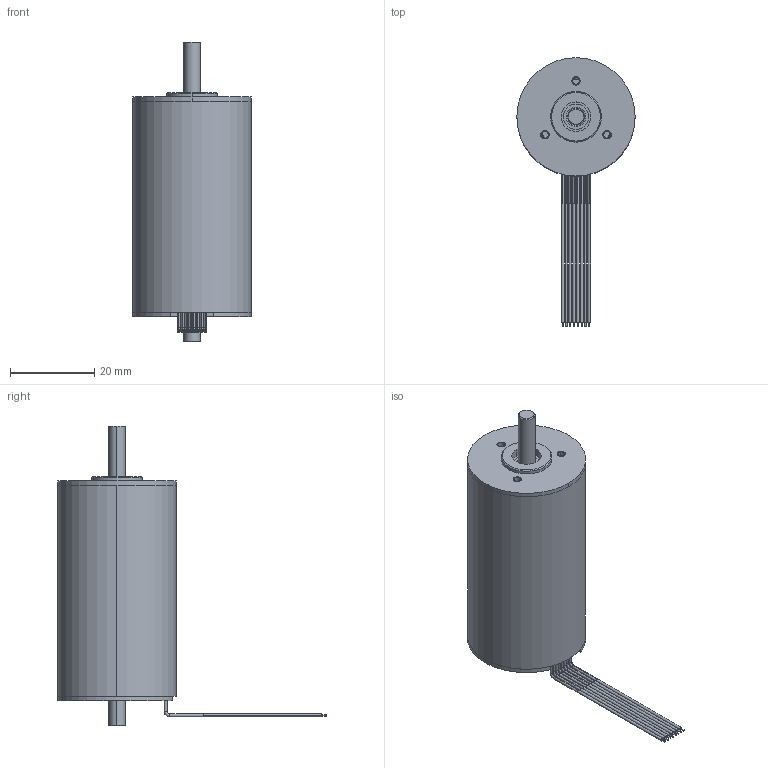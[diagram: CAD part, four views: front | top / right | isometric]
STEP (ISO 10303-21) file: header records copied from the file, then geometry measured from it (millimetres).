
FILE_DESCRIPTION((''),'2;1');
FILE_NAME('28ZWWC52-1_0_0-00WX_ASM','2023-06-13T',('lt2214'),(''),'CREO PARAMETRIC BY PTC INC, 2018220','CREO PARAMETRIC BY PTC INC, 2018220','');
FILE_SCHEMA(('CONFIG_CONTROL_DESIGN'));
Length unit declared in the file: millimetre
Products named in the file (19): 28ZWWC52-1_2_0-01; 28ZWWC52-1_2_0-03; 28ZWWC52-1_2_0-04; 28ZWWC52-1_2_0-00_ASM; 28ZWWC52-1_1_0-02; 28ZWWC52-1_1_1-01; 28ZWWC52-1_1_0-01_ASM; 28ZWWC52-1_1_0-03; 28ZWWC52-1_1_0-00_ASM; 28ZWWC52-1_0_0-04; 28ZWWC52-1_0_0-01; 28ZWWC52-1_0_0-02; 28ZWWC52-1_0_0-03; MR104BZZ; 28ZWWC52-1_3_0-01; 28ZWWC52-1_3_0-02_AF1; 28ZWWC52-1_3_0-00_AF0_ASM; 28ZWWC52-1_0_0-14_AF0; 28ZWWC52-1_0_0-00WX_ASM
Assembly tree (194 placements, depth 4):
  28ZWWC52-1_0_0-00WX_ASM
    28ZWWC52-1_2_0-00_ASM
      28ZWWC52-1_2_0-01
      28ZWWC52-1_2_0-03
      28ZWWC52-1_2_0-04  x2
    28ZWWC52-1_1_0-00_ASM
      28ZWWC52-1_1_0-02
      28ZWWC52-1_1_0-01_ASM
        28ZWWC52-1_1_1-01  x175
      28ZWWC52-1_1_0-03
    28ZWWC52-1_0_0-04
    28ZWWC52-1_0_0-01
    28ZWWC52-1_0_0-02
    28ZWWC52-1_0_0-03
    MR104BZZ  x2
    28ZWWC52-1_3_0-00_AF0_ASM
      28ZWWC52-1_3_0-01
      28ZWWC52-1_3_0-02_AF1
    28ZWWC52-1_0_0-14_AF0
Bounding box: 28 x 63.52 x 71 mm (x, y, z)
Volume: 27582.1 mm3; surface area: 107623.7 mm2
Topology: 197 solids, 202 shells, 1469 faces, 3079 edges, 2034 vertices
Faces by surface type: cylinder 876, plane 471, bspline 56, torus 36, cone 30
Entity records: 21679 total; most frequent: CARTESIAN_POINT 10562, DIRECTION 2619, ORIENTED_EDGE 1802, AXIS2_PLACEMENT_3D 1144, EDGE_CURVE 911, VERTEX_POINT 594, EDGE_LOOP 507, CIRCLE 414
